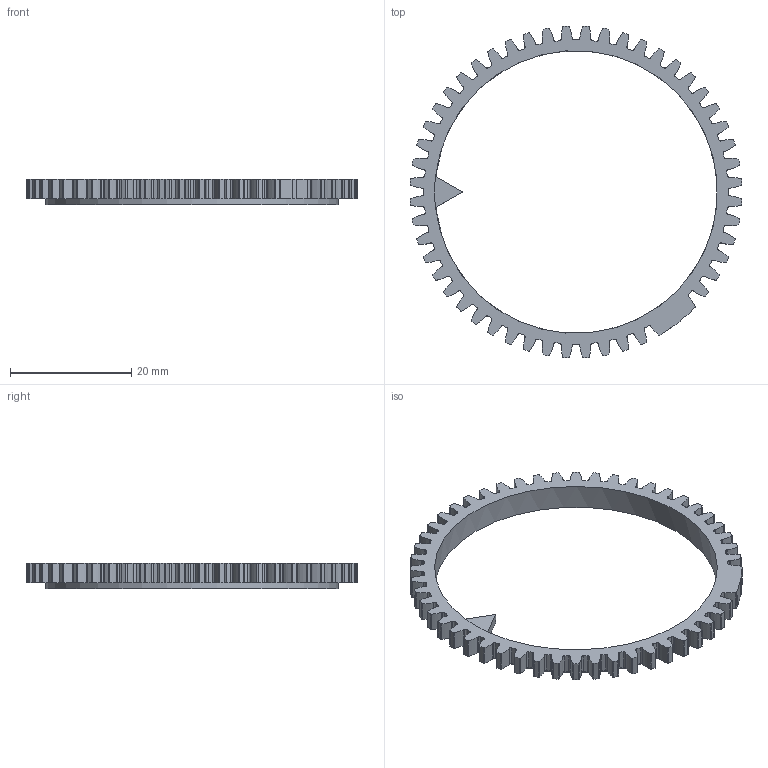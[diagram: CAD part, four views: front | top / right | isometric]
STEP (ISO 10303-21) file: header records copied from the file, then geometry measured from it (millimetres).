
FILE_DESCRIPTION(/* description */ (''),/* implementation_level */ '2;1');
FILE_NAME(/* name */ 'Radar Altimeter Limit Indexer Ring - BLOCK v1.step',/* time_stamp */ '2021-03-20T11:15:17+10:00',/* author */ (''),/* organization */ (''),/* preprocessor_version */ 'ST-DEVELOPER v18.1',/* originating_system */ 'Autodesk Translation Framework v9.10.0.1330',/* authorisation */ '');
FILE_SCHEMA (('AUTOMOTIVE_DESIGN { 1 0 10303 214 3 1 1 }'));
Length unit declared in the file: inch
Products named in the file (1): Radar Altimeter Limit Indexer Ring - BLOCK
Bounding box: 54.8 x 54.8 x 4.19 mm (x, y, z)
Volume: 1615.7 mm3; surface area: 2803.3 mm2
Topology: 1 solids, 1 shells, 517 faces, 1540 edges, 1026 vertices
Faces by surface type: cylinder 308, plane 109, bspline 100
Full cylindrical faces by diameter (mm): 46.736 x1, 48.26 x1
Entity records: 28372 total; most frequent: CARTESIAN_POINT 13984, ORIENTED_EDGE 3080, DIRECTION 2795, EDGE_CURVE 1540, AXIS2_PLACEMENT_3D 1037, VERTEX_POINT 1026, LINE 721, VECTOR 721
